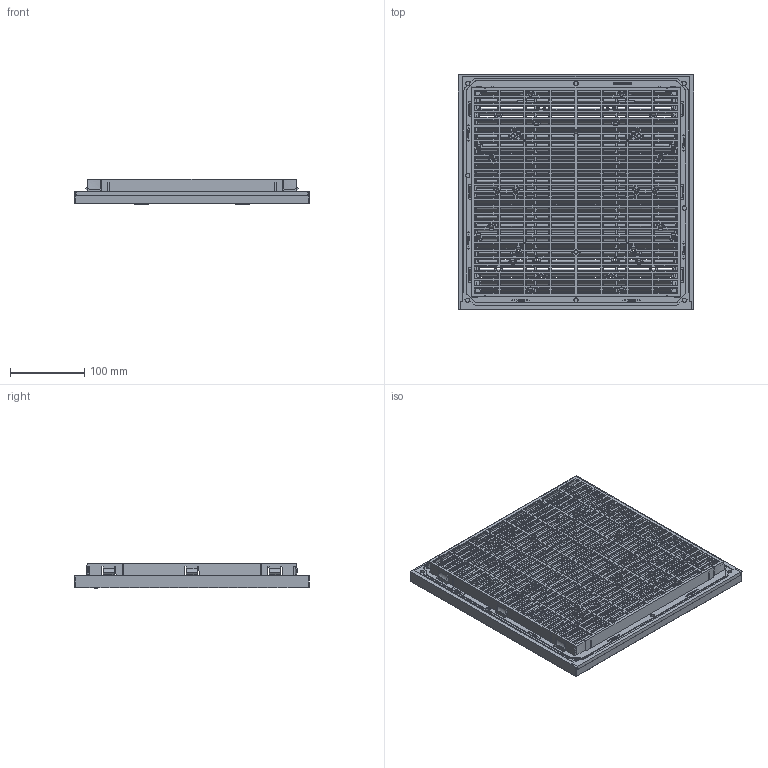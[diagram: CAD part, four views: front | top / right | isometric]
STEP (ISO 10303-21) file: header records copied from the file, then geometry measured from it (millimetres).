
FILE_DESCRIPTION(('FreeCAD Model'),'2;1');
FILE_NAME('LFGS254.stp', '2020-03-18T16:29:39',('Author'),(''), 'Open CASCADE STEP processor 7.3','FreeCAD','Unknown');
FILE_SCHEMA(('AUTOMOTIVE_DESIGN { 1 0 10303 214 1 1 1 1 }'));
Products named in the file (2): Frame_Base; Grille
Bounding box: 317 x 316.5 x 33.99 mm (x, y, z)
Volume: 442332.8 mm3; surface area: 538221.9 mm2
Topology: 2 solids, 2 shells, 7612 faces, 20274 edges, 12601 vertices
Faces by surface type: plane 3789, cylinder 2785, bspline 636, cone 252, torus 146, sphere 4
Entity records: 768410 total; most frequent: CARTESIAN_POINT 412851, DIRECTION 49318, ORIENTED_EDGE 40546, PCURVE 40546, DEFINITIONAL_REPRESENTATION 40546, LINE 29560, VECTOR 29560, B_SPLINE_CURVE_WITH_KNOTS 26728
